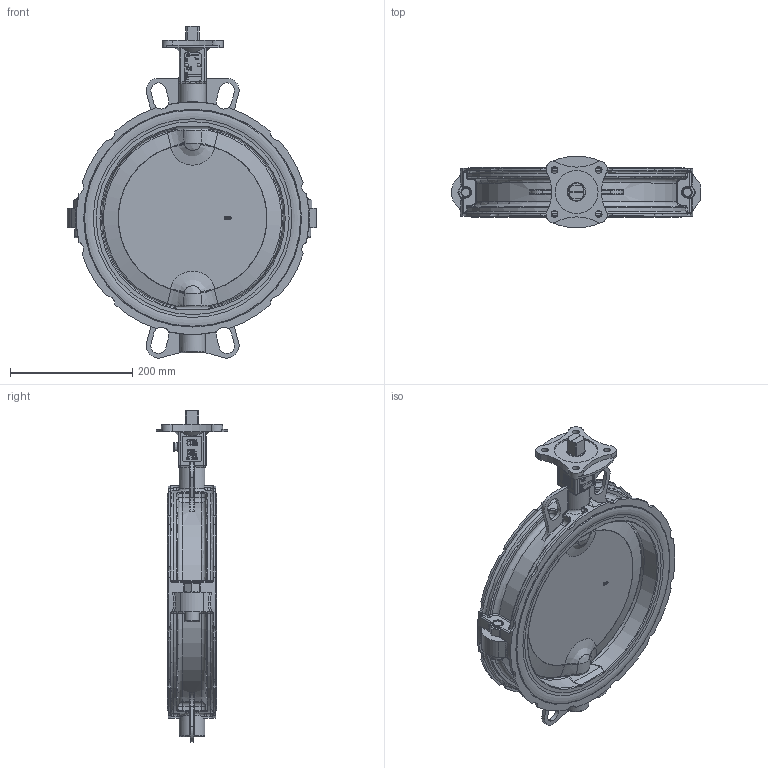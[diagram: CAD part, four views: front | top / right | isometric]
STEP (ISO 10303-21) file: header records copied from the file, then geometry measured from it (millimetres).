
FILE_DESCRIPTION((''),'2;1');
FILE_NAME('Z611-K DN300.stp','2013-03-14T10:09:34',('hellwig'),(''),'Autodesk Inventor 2011','Autodesk Inventor 2011','');
FILE_SCHEMA(('CONFIG_CONTROL_DESIGN'));
Length unit declared in the file: millimetre
Products named in the file (1): Bauteil3
Bounding box: 408 x 117.25 x 542.56 mm (x, y, z)
Volume: 4067740.8 mm3; surface area: 708667.1 mm2
Topology: 1 solids, 20 shells, 2048 faces, 5345 edges, 3439 vertices
Faces by surface type: plane 892, bspline 641, cylinder 333, torus 107, cone 53, sphere 22
Full cylindrical faces by diameter (mm): 3 x4, 3.2 x2, 4.917 x1, 5.5 x1, 11 x4, 16 x4, 16.5 x2, 24 x2, 30 x8, 30.1 x4, 31 x1, 34 x6, 34.6 x4, 35 x2, 44 x2, 44.2 x2, 70.1 x1, 312.3 x2, 312.5 x2, 346 x2, 354.8 x2, 356 x2
Entity records: 73008 total; most frequent: CARTESIAN_POINT 25485, ORIENTED_EDGE 10362, DIRECTION 7506, EDGE_CURVE 5181, VERTEX_POINT 3401, VECTOR 2646, LINE 2646, AXIS2_PLACEMENT_3D 2430
